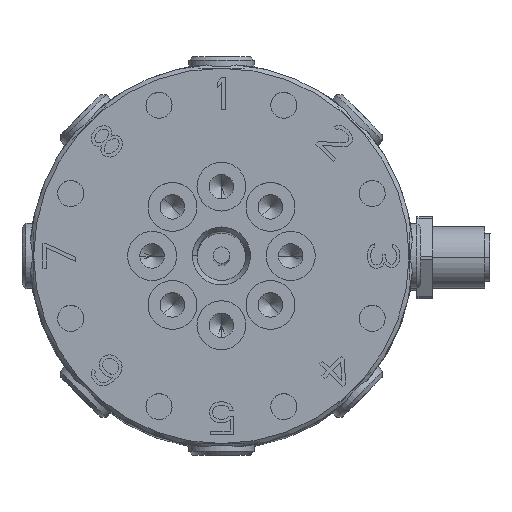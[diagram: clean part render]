
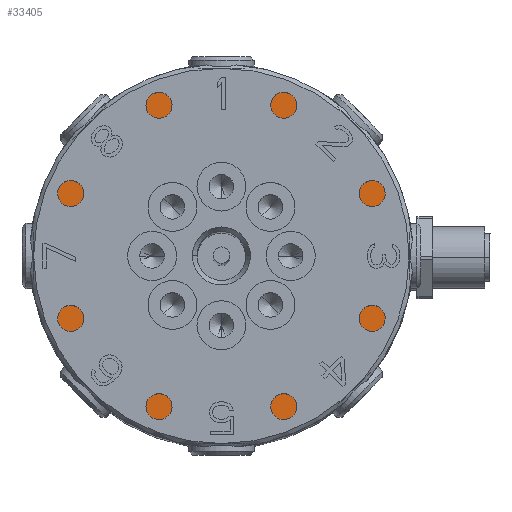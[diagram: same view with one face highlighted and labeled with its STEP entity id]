
A CAD part, top view. The second image highlights one B-rep face of the part: STEP entity #33405.
In plain terms, the highlighted planar face has unit normal (0, 0, 1).
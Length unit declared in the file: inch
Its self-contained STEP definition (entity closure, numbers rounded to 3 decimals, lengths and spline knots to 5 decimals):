
#9290=CARTESIAN_POINT('',(0.,0.,-0.875));
#9291=DIRECTION('',(0.,0.,-1.));
#9292=DIRECTION('',(1.,0.,0.));
#9293=AXIS2_PLACEMENT_3D('',#9290,#9291,#9292);
#9295=CARTESIAN_POINT('',(0.,0.,-0.875));
#9296=DIRECTION('',(0.,0.,-1.));
#9297=DIRECTION('',(-1.,0.,0.));
#9298=AXIS2_PLACEMENT_3D('',#9295,#9296,#9297);
#9300=CARTESIAN_POINT('',(0.,0.,-0.875));
#9301=DIRECTION('',(0.,0.,1.));
#9302=DIRECTION('',(1.,0.,0.));
#9303=AXIS2_PLACEMENT_3D('',#9300,#9301,#9302);
#9305=CARTESIAN_POINT('',(0.,0.,-0.875));
#9306=DIRECTION('',(0.,0.,1.));
#9307=DIRECTION('',(-1.,0.,0.));
#9308=AXIS2_PLACEMENT_3D('',#9305,#9306,#9307);
#15653=CARTESIAN_POINT('',(-1.4065,0.,-0.875));
#15654=VERTEX_POINT('',#15653);
#15655=CARTESIAN_POINT('',(1.4065,0.,-0.875));
#15656=VERTEX_POINT('',#15655);
#15657=CARTESIAN_POINT('',(1.,0.,-0.875));
#15658=CARTESIAN_POINT('',(-1.,0.,-0.875));
#15659=VERTEX_POINT('',#15657);
#15660=VERTEX_POINT('',#15658);
#33389=CARTESIAN_POINT('',(0.,1.4065,-0.875));
#33390=DIRECTION('',(0.,0.,1.));
#33391=DIRECTION('',(1.,0.,0.));
#33392=AXIS2_PLACEMENT_3D('',#33389,#33390,#33391);
#33393=PLANE('',#33392);
#33395=ORIENTED_EDGE('',*,*,#33394,.T.);
#33397=ORIENTED_EDGE('',*,*,#33396,.T.);
#33398=EDGE_LOOP('',(#33395,#33397));
#33399=FACE_OUTER_BOUND('',#33398,.F.);
#33401=ORIENTED_EDGE('',*,*,#33400,.T.);
#33402=ORIENTED_EDGE('',*,*,#33379,.T.);
#33403=EDGE_LOOP('',(#33401,#33402));
#33404=FACE_BOUND('',#33403,.F.);
#9294=CIRCLE('',#9293,1.4065);
#9299=CIRCLE('',#9298,1.4065);
#9304=CIRCLE('',#9303,1.);
#9309=CIRCLE('',#9308,1.);
#33379=EDGE_CURVE('',#15660,#15659,#9309,.T.);
#33394=EDGE_CURVE('',#15656,#15654,#9294,.T.);
#33396=EDGE_CURVE('',#15654,#15656,#9299,.T.);
#33400=EDGE_CURVE('',#15659,#15660,#9304,.T.);
#33405=ADVANCED_FACE('',(#33399,#33404),#33393,.T.);
